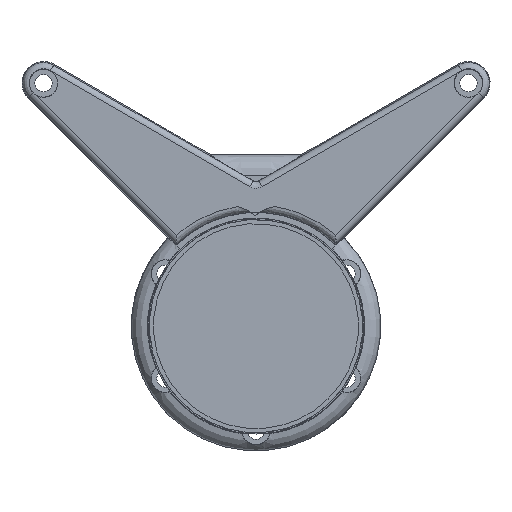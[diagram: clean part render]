
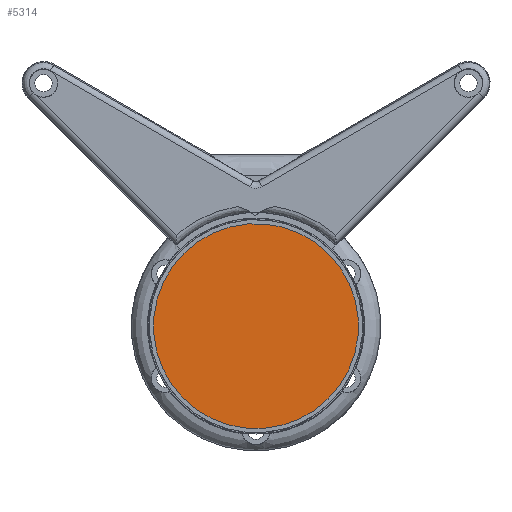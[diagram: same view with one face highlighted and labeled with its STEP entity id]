
A CAD part, front view. The second image highlights one B-rep face of the part: STEP entity #5314.
In plain terms, the highlighted planar face has unit normal (0, -1, 0).
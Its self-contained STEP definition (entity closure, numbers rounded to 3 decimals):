
#5277=CARTESIAN_POINT('',(-74.352,30.142,16.277));
#5278=VERTEX_POINT('',#5277);
#5285=CARTESIAN_POINT('',(-5.677,30.142,-16.277));
#5286=VERTEX_POINT('',#5285);
#5287=CARTESIAN_POINT('',(-40.014,30.142,0.));
#5288=DIRECTION('',(0.,1.0,0.));
#5289=DIRECTION('',(-0.904,0.0,0.428));
#5290=AXIS2_PLACEMENT_3D('',#5287,#5288,#5289);
#5291=CIRCLE('',#5290,38.);
#5292=EDGE_CURVE('',#5278,#5286,#5291,.T.);
#5294=CARTESIAN_POINT('',(-40.014,30.142,0.));
#5295=DIRECTION('',(0.,1.0,0.));
#5296=DIRECTION('',(-0.904,0.0,0.428));
#5297=AXIS2_PLACEMENT_3D('',#5294,#5295,#5296);
#5298=CIRCLE('',#5297,38.);
#5299=EDGE_CURVE('',#5286,#5278,#5298,.T.);
#5305=CARTESIAN_POINT('',(-15.299,30.142,-69.262));
#5306=DIRECTION('',(0.0,-1.0,0.0));
#5307=DIRECTION('',(0.428,0.0,0.904));
#5308=AXIS2_PLACEMENT_3D('',#5305,#5306,#5307);
#5309=PLANE('',#5308);
#5310=ORIENTED_EDGE('',*,*,#5299,.F.);
#5311=ORIENTED_EDGE('',*,*,#5292,.F.);
#5312=EDGE_LOOP('',(#5310,#5311));
#5313=FACE_OUTER_BOUND('',#5312,.T.);
#5314=ADVANCED_FACE('',(#5313),#5309,.T.);
